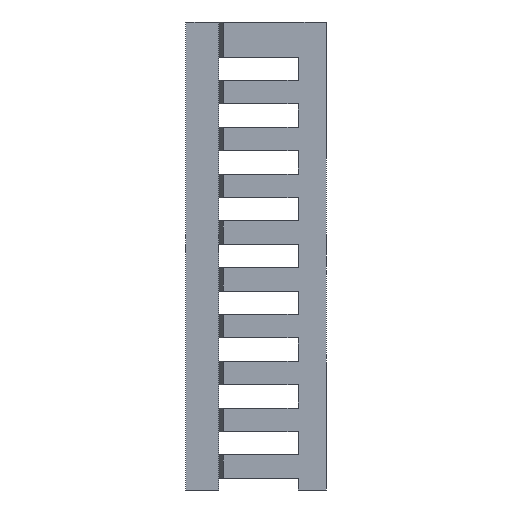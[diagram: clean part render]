
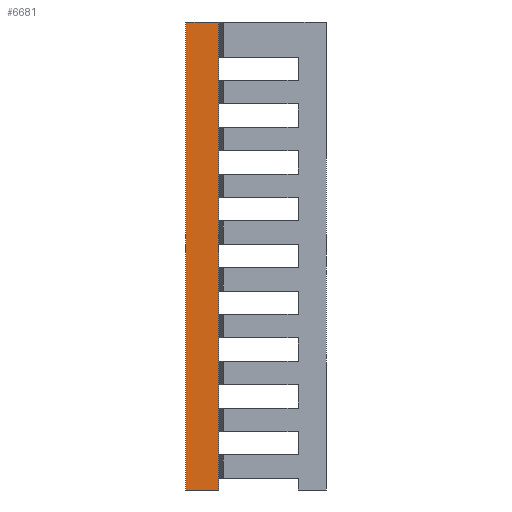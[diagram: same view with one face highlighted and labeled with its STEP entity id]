
A CAD part, left-side view. The second image highlights one B-rep face of the part: STEP entity #6681.
In plain terms, the highlighted planar face has unit normal (-1, 0, 0).
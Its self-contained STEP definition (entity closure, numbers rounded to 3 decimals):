
#62 = PLANE ( 'NONE',  #6286 ) ;
#97 = EDGE_CURVE ( 'NONE', #6415, #5646, #7108, .T. ) ;
#429 = LINE ( 'NONE', #3509, #7581 ) ;
#656 = DIRECTION ( 'NONE',  ( 0., -1., 0. ) ) ;
#971 = EDGE_CURVE ( 'NONE', #1420, #6666, #5286, .T. ) ;
#1016 = DIRECTION ( 'NONE',  ( 0., 0., 1. ) ) ;
#1420 = VERTEX_POINT ( 'NONE', #2203 ) ;
#1512 = DIRECTION ( 'NONE',  ( 0., -1., 0. ) ) ;
#1703 = VECTOR ( 'NONE', #656, 1000. ) ;
#2016 = CARTESIAN_POINT ( 'NONE',  ( 51.745, 30., -100. ) ) ;
#2079 = ORIENTED_EDGE ( 'NONE', *, *, #7079, .T. ) ;
#2203 = CARTESIAN_POINT ( 'NONE',  ( 51.745, 23., -100. ) ) ;
#2424 = EDGE_LOOP ( 'NONE', ( #6857, #6212, #2079, #3994 ) ) ;
#2673 = CARTESIAN_POINT ( 'NONE',  ( 51.745, 30., -100. ) ) ;
#2810 = VECTOR ( 'NONE', #3395, 1000. ) ;
#3218 = DIRECTION ( 'NONE',  ( -1., 0., 0. ) ) ;
#3261 = DIRECTION ( 'NONE',  ( 0., 0., 1. ) ) ;
#3395 = DIRECTION ( 'NONE',  ( 0., 0., 1. ) ) ;
#3509 = CARTESIAN_POINT ( 'NONE',  ( 51.745, 30., 0. ) ) ;
#3614 = VECTOR ( 'NONE', #1016, 1000. ) ;
#3815 = FACE_OUTER_BOUND ( 'NONE', #2424, .T. ) ;
#3994 = ORIENTED_EDGE ( 'NONE', *, *, #971, .T. ) ;
#4885 = LINE ( 'NONE', #7331, #1703 ) ;
#5253 = CARTESIAN_POINT ( 'NONE',  ( 51.745, 30., -100. ) ) ;
#5286 = LINE ( 'NONE', #6607, #3614 ) ;
#5646 = VERTEX_POINT ( 'NONE', #6079 ) ;
#6079 = CARTESIAN_POINT ( 'NONE',  ( 51.745, 30., 0. ) ) ;
#6212 = ORIENTED_EDGE ( 'NONE', *, *, #97, .F. ) ;
#6286 = AXIS2_PLACEMENT_3D ( 'NONE', #2016, #3218, #3261 ) ;
#6415 = VERTEX_POINT ( 'NONE', #5253 ) ;
#6607 = CARTESIAN_POINT ( 'NONE',  ( 51.745, 23., -100. ) ) ;
#6666 = VERTEX_POINT ( 'NONE', #7498 ) ;
#6681 = ADVANCED_FACE ( 'NONE', ( #3815 ), #62, .T. ) ;
#6857 = ORIENTED_EDGE ( 'NONE', *, *, #7520, .F. ) ;
#7079 = EDGE_CURVE ( 'NONE', #6415, #1420, #4885, .T. ) ;
#7108 = LINE ( 'NONE', #2673, #2810 ) ;
#7331 = CARTESIAN_POINT ( 'NONE',  ( 51.745, 30., -100. ) ) ;
#7498 = CARTESIAN_POINT ( 'NONE',  ( 51.745, 23., 0. ) ) ;
#7520 = EDGE_CURVE ( 'NONE', #5646, #6666, #429, .T. ) ;
#7581 = VECTOR ( 'NONE', #1512, 1000. ) ;
